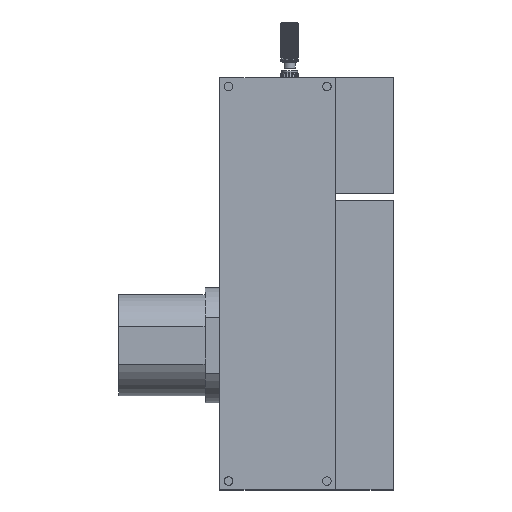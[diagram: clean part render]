
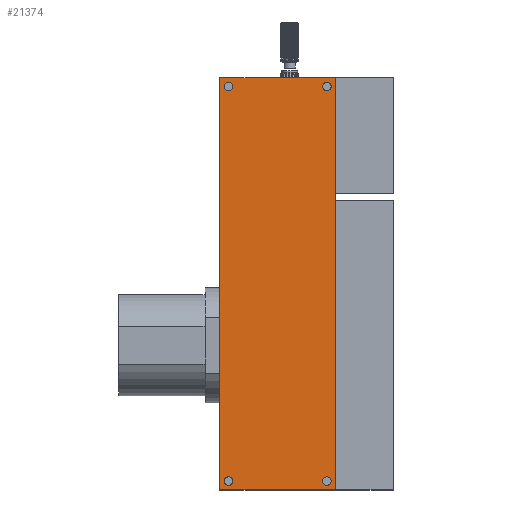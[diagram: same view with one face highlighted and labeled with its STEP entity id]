
A CAD part, top view. The second image highlights one B-rep face of the part: STEP entity #21374.
In plain terms, the highlighted planar face has unit normal (0, 0, 1).
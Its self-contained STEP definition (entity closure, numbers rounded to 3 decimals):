
#1124=FACE_BOUND('',#3352,.T.);
#1125=FACE_BOUND('',#3353,.T.);
#1126=FACE_BOUND('',#3354,.T.);
#1127=FACE_BOUND('',#3355,.T.);
#1304=CIRCLE('',#22779,1.5);
#1306=CIRCLE('',#22782,1.5);
#1308=CIRCLE('',#22786,1.5);
#1310=CIRCLE('',#22789,1.5);
#2164=FACE_OUTER_BOUND('',#3351,.T.);
#3351=EDGE_LOOP('',(#14523,#14524,#14525,#14526));
#3352=EDGE_LOOP('',(#14527));
#3353=EDGE_LOOP('',(#14528));
#3354=EDGE_LOOP('',(#14529));
#3355=EDGE_LOOP('',(#14530));
#4695=LINE('',#30742,#6922);
#4700=LINE('',#30760,#6927);
#4703=LINE('',#30766,#6930);
#4706=LINE('',#30770,#6933);
#6922=VECTOR('',#24835,10.);
#6927=VECTOR('',#24854,10.);
#6930=VECTOR('',#24859,10.);
#6933=VECTOR('',#24864,10.);
#9138=VERTEX_POINT('',#30726);
#9140=VERTEX_POINT('',#30732);
#9143=VERTEX_POINT('',#30739);
#9144=VERTEX_POINT('',#30741);
#9146=VERTEX_POINT('',#30747);
#9148=VERTEX_POINT('',#30753);
#9150=VERTEX_POINT('',#30759);
#9152=VERTEX_POINT('',#30765);
#11235=EDGE_CURVE('',#9138,#9138,#1304,.T.);
#11238=EDGE_CURVE('',#9140,#9140,#1306,.T.);
#11241=EDGE_CURVE('',#9144,#9143,#4695,.T.);
#11245=EDGE_CURVE('',#9146,#9146,#1308,.T.);
#11248=EDGE_CURVE('',#9148,#9148,#1310,.T.);
#11250=EDGE_CURVE('',#9150,#9144,#4700,.T.);
#11253=EDGE_CURVE('',#9152,#9150,#4703,.T.);
#11256=EDGE_CURVE('',#9143,#9152,#4706,.T.);
#14523=ORIENTED_EDGE('',*,*,#11256,.T.);
#14524=ORIENTED_EDGE('',*,*,#11253,.T.);
#14525=ORIENTED_EDGE('',*,*,#11250,.T.);
#14526=ORIENTED_EDGE('',*,*,#11241,.T.);
#14527=ORIENTED_EDGE('',*,*,#11238,.T.);
#14528=ORIENTED_EDGE('',*,*,#11235,.T.);
#14529=ORIENTED_EDGE('',*,*,#11245,.T.);
#14530=ORIENTED_EDGE('',*,*,#11248,.T.);
#20471=PLANE('',#22793);
#21374=ADVANCED_FACE('',(#2164,#1124,#1125,#1126,#1127),#20471,.T.);
#22779=AXIS2_PLACEMENT_3D('',#30728,#24822,#24823);
#22782=AXIS2_PLACEMENT_3D('',#30734,#24829,#24830);
#22786=AXIS2_PLACEMENT_3D('',#30749,#24842,#24843);
#22789=AXIS2_PLACEMENT_3D('',#30755,#24849,#24850);
#22793=AXIS2_PLACEMENT_3D('',#30771,#24865,#24866);
#24822=DIRECTION('center_axis',(0.,0.,-1.));
#24823=DIRECTION('ref_axis',(-1.,0.,0.));
#24829=DIRECTION('center_axis',(0.,0.,-1.));
#24830=DIRECTION('ref_axis',(-1.,0.,0.));
#24835=DIRECTION('',(1.,0.,0.));
#24842=DIRECTION('center_axis',(0.,0.,-1.));
#24843=DIRECTION('ref_axis',(-1.,0.,0.));
#24849=DIRECTION('center_axis',(0.,0.,-1.));
#24850=DIRECTION('ref_axis',(-1.,0.,0.));
#24854=DIRECTION('',(0.,-1.,0.));
#24859=DIRECTION('',(-1.,0.,0.));
#24864=DIRECTION('',(0.,1.,0.));
#24865=DIRECTION('center_axis',(0.,0.,1.));
#24866=DIRECTION('ref_axis',(1.,0.,0.));
#30726=CARTESIAN_POINT('',(1.318,-35.238,34.5));
#30728=CARTESIAN_POINT('Origin',(-0.182,-35.238,34.5));
#30732=CARTESIAN_POINT('',(35.318,-35.238,34.5));
#30734=CARTESIAN_POINT('Origin',(33.818,-35.238,34.5));
#30739=CARTESIAN_POINT('',(36.818,-38.238,34.5));
#30741=CARTESIAN_POINT('',(-3.182,-38.238,34.5));
#30742=CARTESIAN_POINT('',(-3.182,-38.238,34.5));
#30747=CARTESIAN_POINT('',(35.318,101.262,34.5));
#30749=CARTESIAN_POINT('Origin',(33.818,101.262,34.5));
#30753=CARTESIAN_POINT('',(1.318,101.262,34.5));
#30755=CARTESIAN_POINT('Origin',(-0.182,101.262,34.5));
#30759=CARTESIAN_POINT('',(-3.182,104.262,34.5));
#30760=CARTESIAN_POINT('',(-3.182,61.762,34.5));
#30765=CARTESIAN_POINT('',(36.818,104.262,34.5));
#30766=CARTESIAN_POINT('',(-3.182,104.262,34.5));
#30770=CARTESIAN_POINT('',(36.818,-38.238,34.5));
#30771=CARTESIAN_POINT('Origin',(16.818,83.012,34.5));
